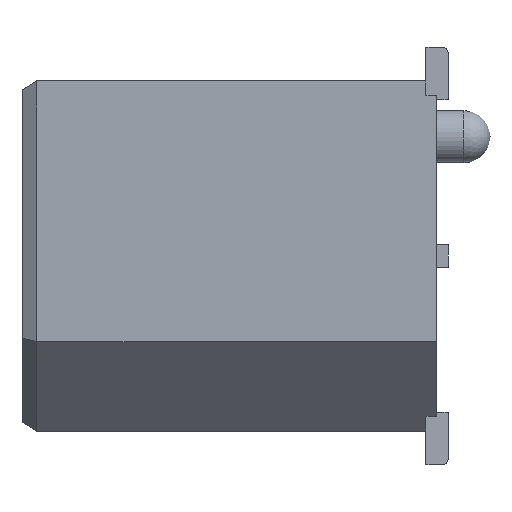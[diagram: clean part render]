
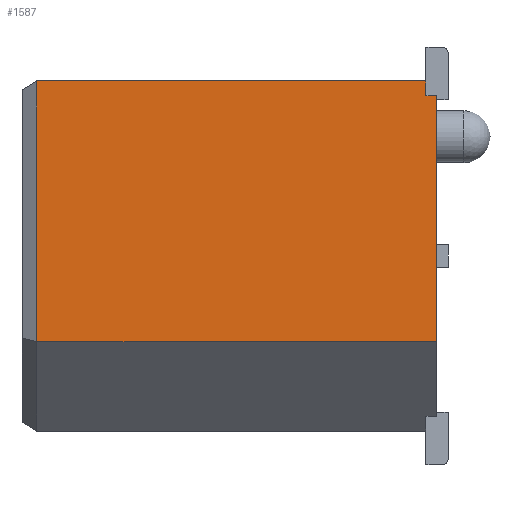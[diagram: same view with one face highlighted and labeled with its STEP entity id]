
A CAD part, left-side view. The second image highlights one B-rep face of the part: STEP entity #1587.
In plain terms, the highlighted planar face has unit normal (-1, 0, 0).
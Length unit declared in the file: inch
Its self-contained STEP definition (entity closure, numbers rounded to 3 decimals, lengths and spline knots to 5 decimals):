
#1587 = ADVANCED_FACE( '', ( #3475 ), #3476, .F. );
#3475 = FACE_OUTER_BOUND( '', #5677, .T. );
#3476 = PLANE( '', #5678 );
#5677 = EDGE_LOOP( '', ( #10460, #10461, #10462, #10463, #10464, #10465 ) );
#5678 = AXIS2_PLACEMENT_3D( '', #10466, #10467, #10468 );
#10460 = ORIENTED_EDGE( '', *, *, #14217, .F. );
#10461 = ORIENTED_EDGE( '', *, *, #15920, .F. );
#10462 = ORIENTED_EDGE( '', *, *, #14946, .F. );
#10463 = ORIENTED_EDGE( '', *, *, #15921, .F. );
#10464 = ORIENTED_EDGE( '', *, *, #14316, .T. );
#10465 = ORIENTED_EDGE( '', *, *, #15373, .T. );
#10466 = CARTESIAN_POINT( '', ( -0.394, 0.2681, -0.0575 ) );
#10467 = DIRECTION( '', ( 1., 0., 0. ) );
#10468 = DIRECTION( '', ( 0., 0., -1. ) );
#14217 = EDGE_CURVE( '', #17344, #17345, #17346, .T. );
#14316 = EDGE_CURVE( '', #17525, #17523, #17526, .T. );
#14946 = EDGE_CURVE( '', #18604, #18600, #18606, .T. );
#15373 = EDGE_CURVE( '', #17523, #17345, #19264, .T. );
#15920 = EDGE_CURVE( '', #18600, #17344, #20060, .T. );
#15921 = EDGE_CURVE( '', #17525, #18604, #20061, .T. );
#17344 = VERTEX_POINT( '', #21896 );
#17345 = VERTEX_POINT( '', #21897 );
#17346 = LINE( '', #21898, #21899 );
#17523 = VERTEX_POINT( '', #22152 );
#17525 = VERTEX_POINT( '', #22155 );
#17526 = LINE( '', #22156, #22157 );
#18600 = VERTEX_POINT( '', #23707 );
#18604 = VERTEX_POINT( '', #23713 );
#18606 = LINE( '', #23716, #23717 );
#19264 = LINE( '', #24695, #24696 );
#20060 = LINE( '', #25897, #25898 );
#20061 = LINE( '', #25899, #25900 );
#21896 = CARTESIAN_POINT( '', ( -0.394, 0.007, 0.1075 ) );
#21897 = CARTESIAN_POINT( '', ( -0.394, 0., 0.1075 ) );
#21898 = CARTESIAN_POINT( '', ( -0.394, 0.2681, 0.1075 ) );
#21899 = VECTOR( '', #27692, 39.37008 );
#22152 = CARTESIAN_POINT( '', ( -0.394, 0., -0.0575 ) );
#22155 = CARTESIAN_POINT( '', ( -0.394, 0.2681, -0.0575 ) );
#22156 = CARTESIAN_POINT( '', ( -0.394, 0.2681, -0.0575 ) );
#22157 = VECTOR( '', #27791, 39.37008 );
#23707 = CARTESIAN_POINT( '', ( -0.394, 0.007, 0.1175 ) );
#23713 = CARTESIAN_POINT( '', ( -0.394, 0.2681, 0.1175 ) );
#23716 = CARTESIAN_POINT( '', ( -0.394, 0.2681, 0.1175 ) );
#23717 = VECTOR( '', #28394, 39.37008 );
#24695 = CARTESIAN_POINT( '', ( -0.394, 0., -0.0575 ) );
#24696 = VECTOR( '', #28763, 39.37008 );
#25897 = CARTESIAN_POINT( '', ( -0.394, 0.007, -0.0575 ) );
#25898 = VECTOR( '', #29229, 39.37008 );
#25899 = CARTESIAN_POINT( '', ( -0.394, 0.2681, -0.0575 ) );
#25900 = VECTOR( '', #29230, 39.37008 );
#27692 = DIRECTION( '', ( 0., -1., 0. ) );
#27791 = DIRECTION( '', ( 0., -1., 0. ) );
#28394 = DIRECTION( '', ( 0., -1., 0. ) );
#28763 = DIRECTION( '', ( 0., 0., 1. ) );
#29229 = DIRECTION( '', ( 0., 0., -1. ) );
#29230 = DIRECTION( '', ( 0., 0., 1. ) );
